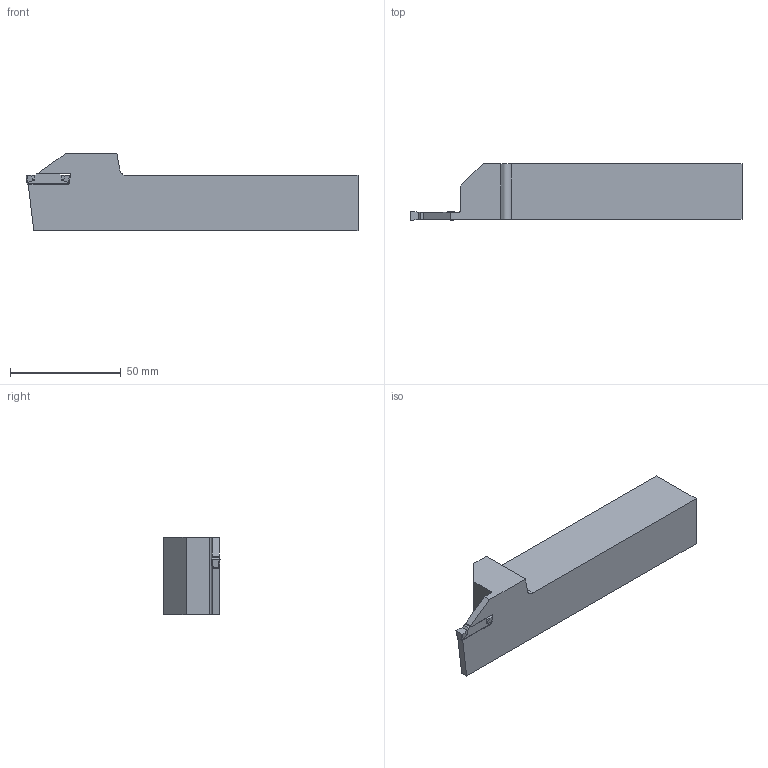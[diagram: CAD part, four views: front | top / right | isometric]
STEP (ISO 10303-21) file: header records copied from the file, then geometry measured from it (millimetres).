
FILE_DESCRIPTION(/* description */ (''),/* implementation_level */ '2;1');
FILE_NAME(/* name */ 'ADKT-KG-R-2525-4-T22.stp',/* time_stamp */ '2023-10-18T21:48:09+03:00',/* author */ (''),/* organization */ (''),/* preprocessor_version */ 'ST-DEVELOPER v19.4',/* originating_system */ 'SIEMENS PLM Software NX2306.3001',/* authorisation */ '');
FILE_SCHEMA (('AUTOMOTIVE_DESIGN { 1 0 10303 214 3 1 1 1 }'));
Length unit declared in the file: millimetre
Products named in the file (1): ADKT-KG-R-2525-4-T22-light
Bounding box: 150 x 25.4 x 35 mm (x, y, z)
Volume: 84467.6 mm3; surface area: 16105.3 mm2
Topology: 2 solids, 2 shells, 48 faces, 128 edges, 84 vertices
Faces by surface type: plane 33, cylinder 15
Entity records: 1737 total; most frequent: DIRECTION 264, CARTESIAN_POINT 261, ORIENTED_EDGE 256, EDGE_CURVE 128, LINE 90, VECTOR 90, AXIS2_PLACEMENT_3D 87, VERTEX_POINT 84
